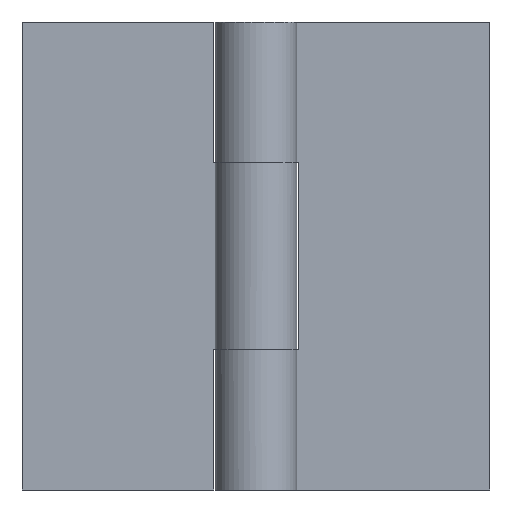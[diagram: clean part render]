
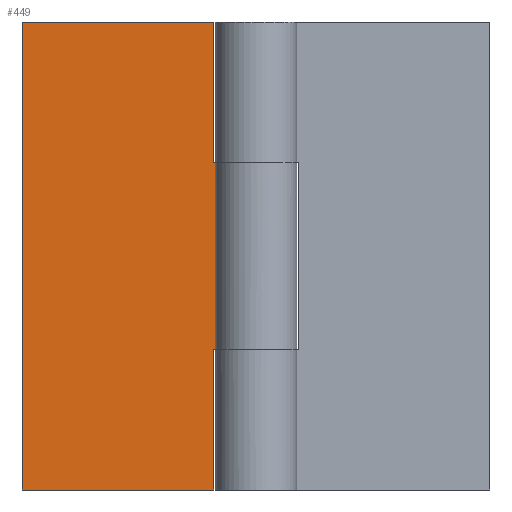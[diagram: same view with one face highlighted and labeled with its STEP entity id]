
A CAD part, front view. The second image highlights one B-rep face of the part: STEP entity #449.
In plain terms, the highlighted free-form (B-spline) face has degree [1, 1] with [2, 2] control points.
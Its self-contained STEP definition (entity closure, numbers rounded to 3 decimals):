
#49=CARTESIAN_POINT('',(-1.8,0.75,6.));
#50=VERTEX_POINT('',#49);
#93=CARTESIAN_POINT('',(0.,0.75,6.));
#94=VERTEX_POINT('',#93);
#114=CARTESIAN_POINT('',(-1.8,0.75,6.));
#115=CARTESIAN_POINT('',(0.,0.75,6.));
#116=QUASI_UNIFORM_CURVE('',1,(#114,#115),.UNSPECIFIED.,.F.,.U.);
#117=EDGE_CURVE('',#50,#94,#116,.T.);
#127=CARTESIAN_POINT('',(-1.8,0.75,0.0));
#128=VERTEX_POINT('',#127);
#142=CARTESIAN_POINT('',(-1.8,0.75,0.0));
#143=CARTESIAN_POINT('',(-1.8,0.75,6.));
#144=QUASI_UNIFORM_CURVE('',1,(#142,#143),.UNSPECIFIED.,.F.,.U.);
#145=EDGE_CURVE('',#128,#50,#144,.T.);
#164=CARTESIAN_POINT('',(-1.8,0.75,14.0));
#165=VERTEX_POINT('',#164);
#171=CARTESIAN_POINT('',(0.,0.75,14.0));
#172=VERTEX_POINT('',#171);
#173=CARTESIAN_POINT('',(0.,0.75,14.0));
#174=CARTESIAN_POINT('',(-1.8,0.75,14.0));
#175=QUASI_UNIFORM_CURVE('',1,(#173,#174),.UNSPECIFIED.,.F.,.U.);
#176=EDGE_CURVE('',#172,#165,#175,.T.);
#241=CARTESIAN_POINT('',(-1.8,0.75,20.0));
#242=VERTEX_POINT('',#241);
#248=CARTESIAN_POINT('',(-1.8,0.75,14.0));
#249=CARTESIAN_POINT('',(-1.8,0.75,20.0));
#250=QUASI_UNIFORM_CURVE('',1,(#248,#249),.UNSPECIFIED.,.F.,.U.);
#251=EDGE_CURVE('',#165,#242,#250,.T.);
#261=CARTESIAN_POINT('',(-10.0,0.75,0.0));
#262=VERTEX_POINT('',#261);
#270=CARTESIAN_POINT('',(-10.0,0.75,20.0));
#271=VERTEX_POINT('',#270);
#272=CARTESIAN_POINT('',(-10.0,0.75,20.0));
#273=CARTESIAN_POINT('',(-10.0,0.75,0.0));
#274=QUASI_UNIFORM_CURVE('',1,(#272,#273),.UNSPECIFIED.,.F.,.U.);
#275=EDGE_CURVE('',#271,#262,#274,.T.);
#304=CARTESIAN_POINT('',(-1.8,0.75,20.0));
#305=CARTESIAN_POINT('',(-10.0,0.75,20.0));
#306=QUASI_UNIFORM_CURVE('',1,(#304,#305),.UNSPECIFIED.,.F.,.U.);
#307=EDGE_CURVE('',#242,#271,#306,.T.);
#323=CARTESIAN_POINT('',(-1.8,0.75,0.0));
#324=CARTESIAN_POINT('',(-10.0,0.75,0.0));
#325=QUASI_UNIFORM_CURVE('',1,(#323,#324),.UNSPECIFIED.,.F.,.U.);
#326=EDGE_CURVE('',#128,#262,#325,.T.);
#361=CARTESIAN_POINT('',(0.,0.75,14.0));
#362=CARTESIAN_POINT('',(0.,0.75,6.));
#363=QUASI_UNIFORM_CURVE('',1,(#361,#362),.UNSPECIFIED.,.F.,.U.);
#364=EDGE_CURVE('',#172,#94,#363,.T.);
#434=CARTESIAN_POINT('',(-10.499,0.75,20.999));
#435=CARTESIAN_POINT('',(-10.499,0.75,-0.999));
#436=CARTESIAN_POINT('',(0.5,0.75,20.999));
#437=CARTESIAN_POINT('',(0.5,0.75,-0.999));
#438=B_SPLINE_SURFACE_WITH_KNOTS('',1,1,((#434,#436),(#435,#437)),.UNSPECIFIED.,.F.,.F.,.U.,(2,2),(2,2),(0.0,21.998),(0.0,10.999),.UNSPECIFIED.);
#439=ORIENTED_EDGE('',*,*,#326,.F.);
#440=ORIENTED_EDGE('',*,*,#145,.T.);
#441=ORIENTED_EDGE('',*,*,#117,.T.);
#442=ORIENTED_EDGE('',*,*,#364,.F.);
#443=ORIENTED_EDGE('',*,*,#176,.T.);
#444=ORIENTED_EDGE('',*,*,#251,.T.);
#445=ORIENTED_EDGE('',*,*,#307,.T.);
#446=ORIENTED_EDGE('',*,*,#275,.T.);
#447=EDGE_LOOP('',(#439,#440,#441,#442,#443,#444,#445,#446));
#448=FACE_OUTER_BOUND('',#447,.T.);
#449=ADVANCED_FACE('',(#448),#438,.T.);
